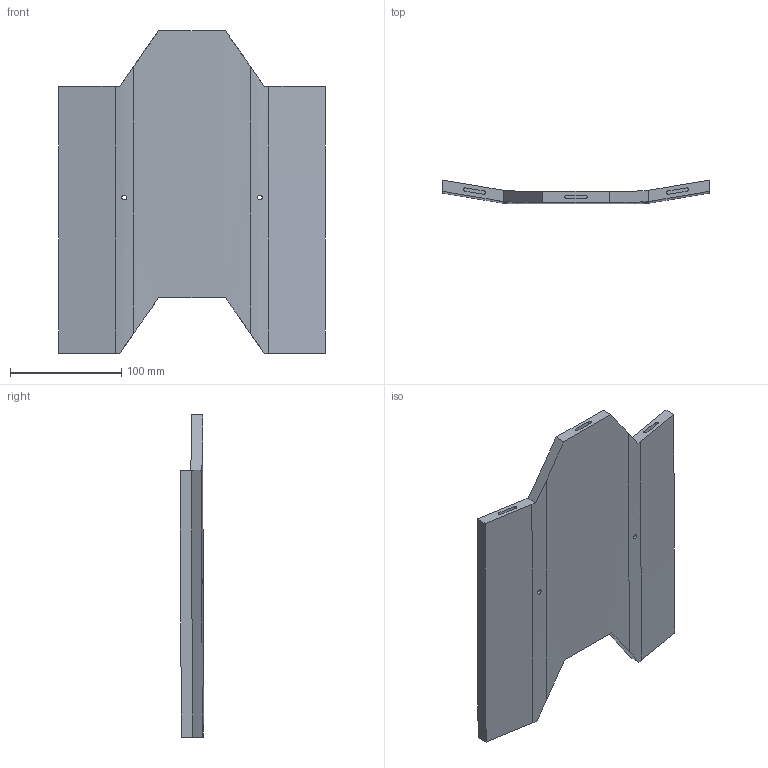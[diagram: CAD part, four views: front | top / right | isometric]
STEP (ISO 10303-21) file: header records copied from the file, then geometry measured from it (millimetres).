
FILE_DESCRIPTION(/* description */ (''),/* implementation_level */ '2;1');
FILE_NAME(/* name */ 'rear bridge.stp',/* time_stamp */ '2025-06-27T13:50:08-07:00',/* author */ ('devan'),/* organization */ (''),/* preprocessor_version */ 'ST-DEVELOPER v20',/* originating_system */ 'Autodesk Inventor 2025',/* authorisation */ '');
FILE_SCHEMA (('AUTOMOTIVE_DESIGN { 1 0 10303 214 3 1 1 }'));
Length unit declared in the file: millimetre
Products named in the file (1): 36
Bounding box: 240 x 21.15 x 290 mm (x, y, z)
Volume: 569318.6 mm3; surface area: 134750.7 mm2
Topology: 1 solids, 1 shells, 54 faces, 140 edges, 94 vertices
Faces by surface type: plane 30, cylinder 16, torus 4, cone 4
Full cylindrical faces by diameter (mm): 4.3 x2
Entity records: 1873 total; most frequent: CARTESIAN_POINT 491, ORIENTED_EDGE 280, DIRECTION 272, EDGE_CURVE 140, AXIS2_PLACEMENT_3D 99, VERTEX_POINT 94, LINE 74, VECTOR 74
